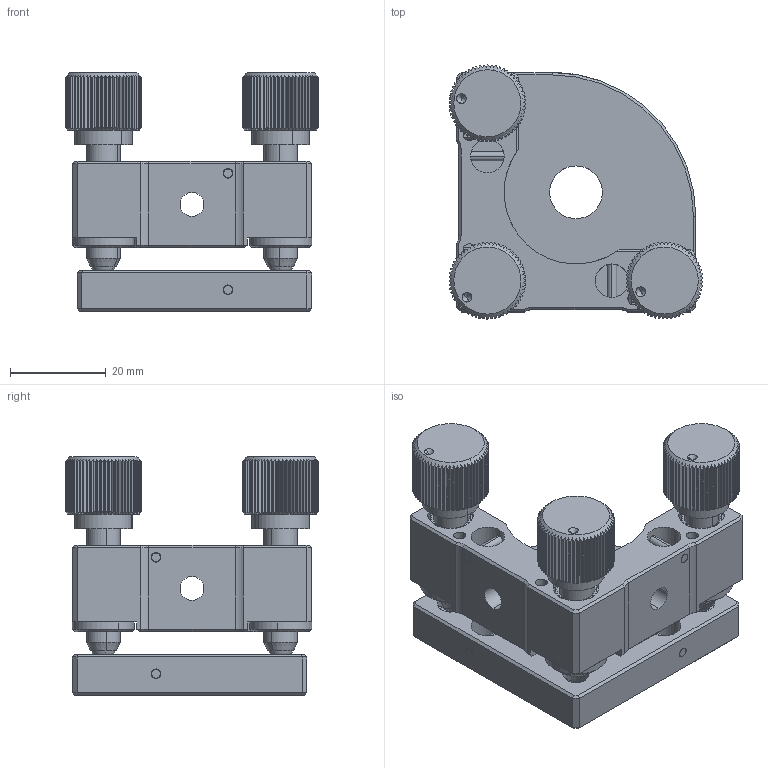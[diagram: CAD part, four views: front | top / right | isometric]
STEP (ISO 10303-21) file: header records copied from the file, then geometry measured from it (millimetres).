
FILE_DESCRIPTION (( 'STEP AP203' ), '1' );
FILE_NAME ('OMHS12.7.STEP', '2018-12-07T09:19:11', ( '' ), ( '' ), 'SwSTEP 2.0', 'SolidWorks 2016', '' );
FILE_SCHEMA (( 'CONFIG_CONTROL_DESIGN' ));
Length unit declared in the file: millimetre
Products named in the file (1): OMHS12.7
Bounding box: 53 x 53 x 49.8 mm (x, y, z)
Surface area: 21780.3 mm2 (no closed solid volume)
Topology: 0 solids, 28 shells, 1002 faces, 2772 edges, 1784 vertices
Faces by surface type: plane 479, cylinder 279, cone 238, torus 6
Entity records: 32771 total; most frequent: CARTESIAN_POINT 8339, ORIENTED_EDGE 5118, DIRECTION 4811, EDGE_CURVE 2758, AXIS2_PLACEMENT_3D 1824, VERTEX_POINT 1780, LINE 1163, VECTOR 1163
